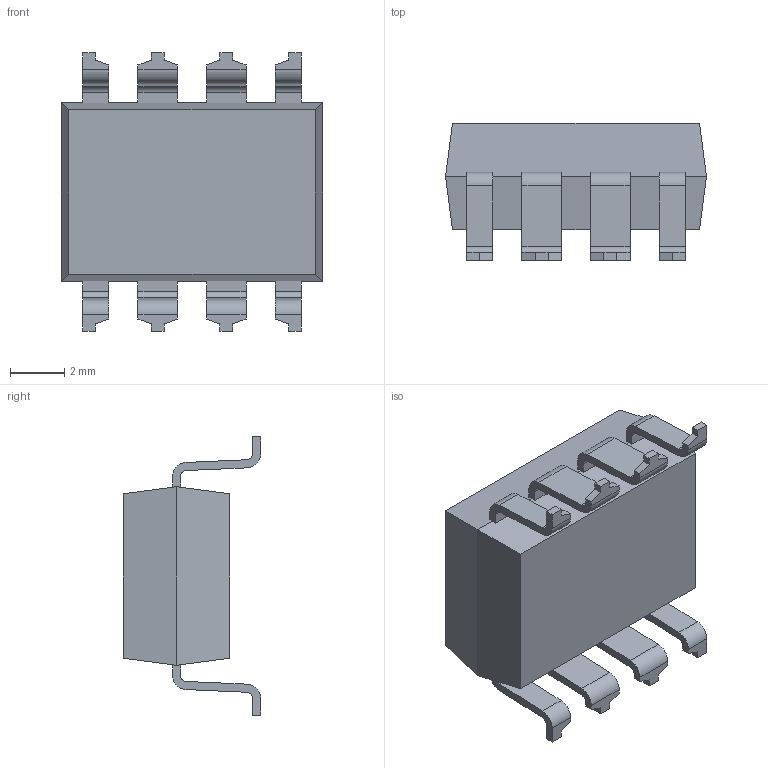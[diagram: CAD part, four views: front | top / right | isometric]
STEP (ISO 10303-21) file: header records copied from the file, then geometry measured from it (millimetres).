
FILE_DESCRIPTION (( 'STEP AP214' ), '1' );
FILE_NAME ('HCPL2630S.STEP', '2020-07-26T04:26:35', ( '' ), ( '' ), 'SwSTEP 2.0', 'SolidWorks 2017', '' );
FILE_SCHEMA (( 'AUTOMOTIVE_DESIGN' ));
Length unit declared in the file: millimetre
Products named in the file (1): HCPL2630S
Bounding box: 9.65 x 5.08 x 10.3 mm (x, y, z)
Volume: 247.2 mm3; surface area: 346.1 mm2
Topology: 10 solids, 10 shells, 161 faces, 416 edges, 276 vertices
Faces by surface type: plane 125, cylinder 36
Entity records: 4985 total; most frequent: CARTESIAN_POINT 854, ORIENTED_EDGE 832, DIRECTION 812, EDGE_CURVE 416, LINE 344, VECTOR 344, VERTEX_POINT 276, AXIS2_PLACEMENT_3D 234
